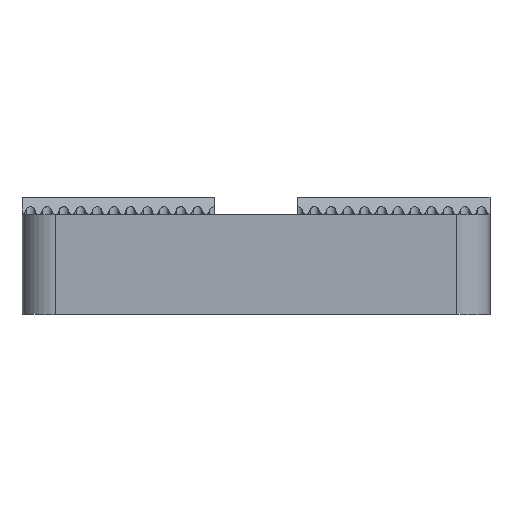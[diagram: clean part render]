
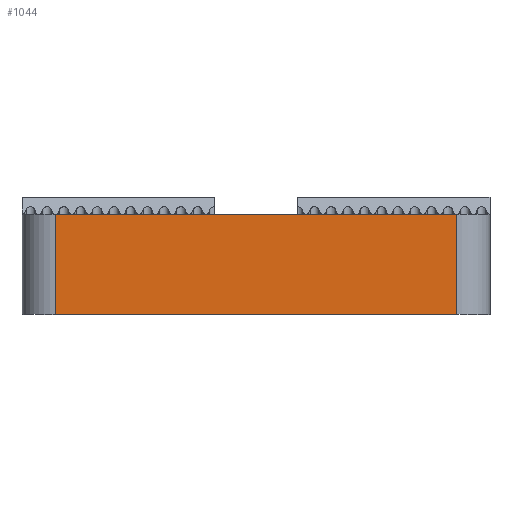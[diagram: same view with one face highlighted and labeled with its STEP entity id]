
A CAD part, front view. The second image highlights one B-rep face of the part: STEP entity #1044.
In plain terms, the highlighted planar face has unit normal (0, -1, 0).
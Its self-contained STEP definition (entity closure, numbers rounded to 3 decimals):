
#117=CARTESIAN_POINT('Vertex',(24.,-34.,0.)) ;
#120=CARTESIAN_POINT('Line Origine',(0.,-34.,0.)) ;
#124=CARTESIAN_POINT('Vertex',(-24.,-34.,0.)) ;
#1006=CARTESIAN_POINT('Vertex',(24.,-34.,12.)) ;
#1009=CARTESIAN_POINT('Line Origine',(24.,-34.,6.)) ;
#1021=CARTESIAN_POINT('Axis2P3D Location',(24.,-34.,6.)) ;
#1026=CARTESIAN_POINT('Line Origine',(0.,-34.,12.)) ;
#1030=CARTESIAN_POINT('Vertex',(-24.,-34.,12.)) ;
#1033=CARTESIAN_POINT('Line Origine',(-24.,-34.,6.)) ;
#121=DIRECTION('Vector Direction',(1.,0.,0.)) ;
#1010=DIRECTION('Vector Direction',(0.,0.,-1.)) ;
#1022=DIRECTION('Axis2P3D Direction',(0.,1.,0.)) ;
#1023=DIRECTION('Axis2P3D XDirection',(-1.,0.,0.)) ;
#1027=DIRECTION('Vector Direction',(1.,0.,0.)) ;
#1034=DIRECTION('Vector Direction',(0.,0.,-1.)) ;
#1024=AXIS2_PLACEMENT_3D('Plane Axis2P3D',#1021,#1022,#1023) ;
#1039=ORIENTED_EDGE('',*,*,#126,.T.) ;
#1040=ORIENTED_EDGE('',*,*,#1013,.F.) ;
#1041=ORIENTED_EDGE('',*,*,#1032,.F.) ;
#1042=ORIENTED_EDGE('',*,*,#1037,.T.) ;
#122=VECTOR('Line Direction',#121,1.) ;
#1011=VECTOR('Line Direction',#1010,1.) ;
#1028=VECTOR('Line Direction',#1027,1.) ;
#1035=VECTOR('Line Direction',#1034,1.) ;
#1044=ADVANCED_FACE('Body1',(#1043),#1025,.F.) ;
#126=EDGE_CURVE('',#125,#118,#123,.T.) ;
#1013=EDGE_CURVE('',#1007,#118,#1012,.T.) ;
#1032=EDGE_CURVE('',#1031,#1007,#1029,.T.) ;
#1037=EDGE_CURVE('',#1031,#125,#1036,.T.) ;
#1038=EDGE_LOOP('',(#1039,#1040,#1041,#1042)) ;
#1043=FACE_OUTER_BOUND('',#1038,.T.) ;
#123=LINE('Line',#120,#122) ;
#1012=LINE('Line',#1009,#1011) ;
#1029=LINE('Line',#1026,#1028) ;
#1036=LINE('Line',#1033,#1035) ;
#1025=PLANE('Plane',#1024) ;
#118=VERTEX_POINT('',#117) ;
#125=VERTEX_POINT('',#124) ;
#1007=VERTEX_POINT('',#1006) ;
#1031=VERTEX_POINT('',#1030) ;
